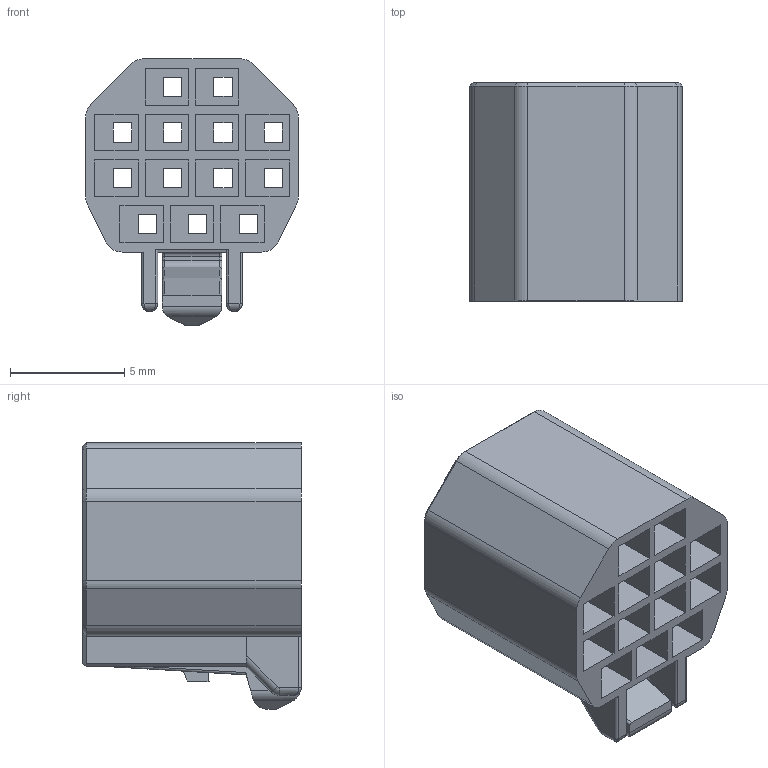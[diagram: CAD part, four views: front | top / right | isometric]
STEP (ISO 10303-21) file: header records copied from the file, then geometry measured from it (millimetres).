
FILE_DESCRIPTION(('CoCreate Modeling STEP Export'),'2;1');
FILE_NAME('DF62C-13S-2.2C.stp','2014-01-27T16:31:49',(''),(''),'CoCreate Modeling STEP processor for AP214 (Solid Model)','CoCreate Modeling 17.0 01-Apr-2010 (C) Parametric Technology GmbH','');
FILE_SCHEMA(('AUTOMOTIVE_DESIGN { 1 0 10303 214 1 1 1 1 }'));
Length unit declared in the file: millimetre
Products named in the file (1): DF62C-13S-2.2C
Bounding box: 9.3 x 9.55 x 11.65 mm (x, y, z)
Volume: 349.4 mm3; surface area: 1398.7 mm2
Topology: 1 solids, 1 shells, 237 faces, 617 edges, 392 vertices
Faces by surface type: plane 176, cylinder 39, torus 10, cone 8, bspline 4
Entity records: 7964 total; most frequent: CARTESIAN_POINT 2180, ORIENTED_EDGE 1226, DIRECTION 1107, EDGE_CURVE 613, VECTOR 509, LINE 509, VERTEX_POINT 392, AXIS2_PLACEMENT_3D 299
